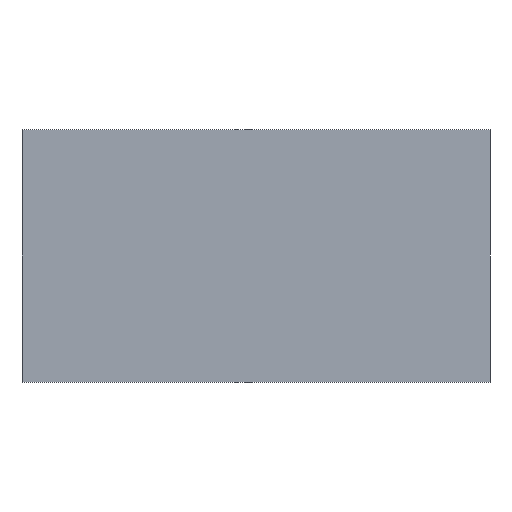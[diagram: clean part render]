
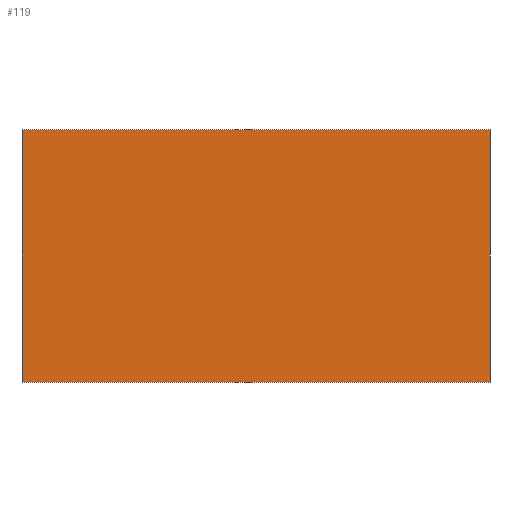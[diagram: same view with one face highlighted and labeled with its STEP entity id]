
A CAD part, left-side view. The second image highlights one B-rep face of the part: STEP entity #119.
In plain terms, the highlighted planar face has unit normal (-1, 0, 0).
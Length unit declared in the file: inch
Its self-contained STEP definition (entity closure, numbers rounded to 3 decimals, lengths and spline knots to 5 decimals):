
#32=CARTESIAN_POINT('',(0.,0.,0.05));
#33=VERTEX_POINT('',#32);
#48=CARTESIAN_POINT('',(0.,0.0925,0.05));
#49=VERTEX_POINT('',#48);
#51=CARTESIAN_POINT('',(0.,0.04625,0.05));
#52=DIRECTION('',(0.,1.,0.));
#53=VECTOR('',#52,1.);
#54=LINE('',#51,#53);
#55=EDGE_CURVE('',#33,#49,#54,.T.);
#74=CARTESIAN_POINT('',(0.,0.,0.));
#75=DIRECTION('',(0.,0.,1.));
#76=VECTOR('',#75,1.);
#77=LINE('',#74,#76);
#78=EDGE_CURVE('',#80,#33,#77,.T.);
#79=CARTESIAN_POINT('',(0.,0.,0.));
#80=VERTEX_POINT('',#79);
#96=ORIENTED_EDGE('',*,*,#78,.T.);
#97=ORIENTED_EDGE('',*,*,#55,.T.);
#98=CARTESIAN_POINT('',(0.,0.0925,0.));
#99=DIRECTION('',(0.,0.,1.));
#100=VECTOR('',#99,1.);
#101=LINE('',#98,#100);
#102=EDGE_CURVE('',#104,#49,#101,.T.);
#103=CARTESIAN_POINT('',(0.,0.0925,0.));
#104=VERTEX_POINT('',#103);
#105=ORIENTED_EDGE('',*,*,#102,.F.);
#106=CARTESIAN_POINT('',(0.,0.04625,0.));
#107=DIRECTION('',(0.,-1.,0.));
#108=VECTOR('',#107,1.);
#109=LINE('',#106,#108);
#110=EDGE_CURVE('',#104,#80,#109,.T.);
#111=ORIENTED_EDGE('',*,*,#110,.T.);
#112=EDGE_LOOP('',(#96,#97,#105,#111));
#113=FACE_BOUND('',#112,.T.);
#114=CARTESIAN_POINT('',(0.,0.04625,0.));
#115=DIRECTION('',(-1.,0.,0.));
#116=DIRECTION('',(0.,0.,1.));
#117=AXIS2_PLACEMENT_3D('',#114,#115,#116);
#118=PLANE('',#117);
#119=ADVANCED_FACE('',(#113),#118,.T.);
